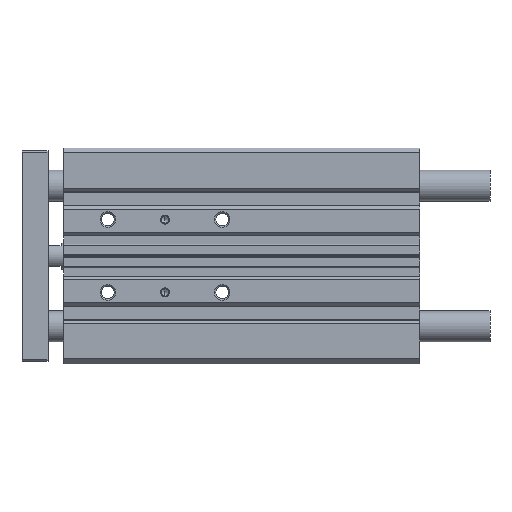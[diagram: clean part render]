
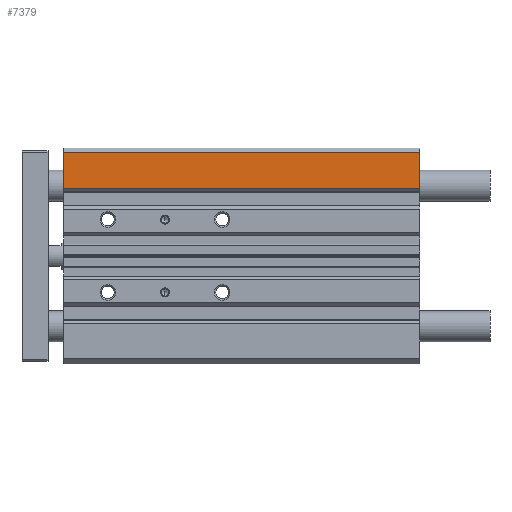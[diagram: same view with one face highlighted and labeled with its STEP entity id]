
A CAD part, front view. The second image highlights one B-rep face of the part: STEP entity #7379.
In plain terms, the highlighted planar face has unit normal (0, -1, 0).
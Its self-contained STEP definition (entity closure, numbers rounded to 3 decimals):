
#691 = CARTESIAN_POINT ( 'NONE',  ( 137., -18., 26. ) ) ;
#795 = VECTOR ( 'NONE', #5750, 1000. ) ;
#875 = PLANE ( 'NONE',  #5914 ) ;
#1242 = VECTOR ( 'NONE', #2542, 1000. ) ;
#1706 = ORIENTED_EDGE ( 'NONE', *, *, #4699, .F. ) ;
#1931 = LINE ( 'NONE', #9819, #795 ) ;
#2182 = CARTESIAN_POINT ( 'NONE',  ( 0., -18., 26. ) ) ;
#2542 = DIRECTION ( 'NONE',  ( 0., 0., -1. ) ) ;
#3079 = LINE ( 'NONE', #2182, #12386 ) ;
#3516 = ORIENTED_EDGE ( 'NONE', *, *, #12176, .T. ) ;
#3677 = EDGE_CURVE ( 'NONE', #10137, #3873, #3079, .T. ) ;
#3873 = VERTEX_POINT ( 'NONE', #9011 ) ;
#4202 = DIRECTION ( 'NONE',  ( -1., 0., 0. ) ) ;
#4484 = CARTESIAN_POINT ( 'NONE',  ( 0., -18., 39.9 ) ) ;
#4699 = EDGE_CURVE ( 'NONE', #8913, #8968, #8351, .T. ) ;
#4752 = EDGE_LOOP ( 'NONE', ( #4959, #5599, #1706, #3516 ) ) ;
#4838 = DIRECTION ( 'NONE',  ( 0., 0., -1. ) ) ;
#4959 = ORIENTED_EDGE ( 'NONE', *, *, #3677, .T. ) ;
#5355 = CARTESIAN_POINT ( 'NONE',  ( 137., -18., 0. ) ) ;
#5599 = ORIENTED_EDGE ( 'NONE', *, *, #9093, .F. ) ;
#5750 = DIRECTION ( 'NONE',  ( -1., 0., 0. ) ) ;
#5914 = AXIS2_PLACEMENT_3D ( 'NONE', #6641, #6516, #11352 ) ;
#6516 = DIRECTION ( 'NONE',  ( 0., -1., 0. ) ) ;
#6641 = CARTESIAN_POINT ( 'NONE',  ( 0., -18., 26. ) ) ;
#6652 = VECTOR ( 'NONE', #4202, 1000. ) ;
#7087 = CARTESIAN_POINT ( 'NONE',  ( 0., -18., 39.9 ) ) ;
#7379 = ADVANCED_FACE ( 'NONE', ( #11409 ), #875, .T. ) ;
#8351 = LINE ( 'NONE', #5355, #1242 ) ;
#8913 = VERTEX_POINT ( 'NONE', #9908 ) ;
#8968 = VERTEX_POINT ( 'NONE', #691 ) ;
#9011 = CARTESIAN_POINT ( 'NONE',  ( 0., -18., 26. ) ) ;
#9093 = EDGE_CURVE ( 'NONE', #8968, #3873, #1931, .T. ) ;
#9819 = CARTESIAN_POINT ( 'NONE',  ( 0., -18., 26. ) ) ;
#9908 = CARTESIAN_POINT ( 'NONE',  ( 137., -18., 39.9 ) ) ;
#10137 = VERTEX_POINT ( 'NONE', #4484 ) ;
#11352 = DIRECTION ( 'NONE',  ( 0., 0., -1. ) ) ;
#11409 = FACE_OUTER_BOUND ( 'NONE', #4752, .T. ) ;
#11910 = LINE ( 'NONE', #7087, #6652 ) ;
#12176 = EDGE_CURVE ( 'NONE', #8913, #10137, #11910, .T. ) ;
#12386 = VECTOR ( 'NONE', #4838, 1000. ) ;
